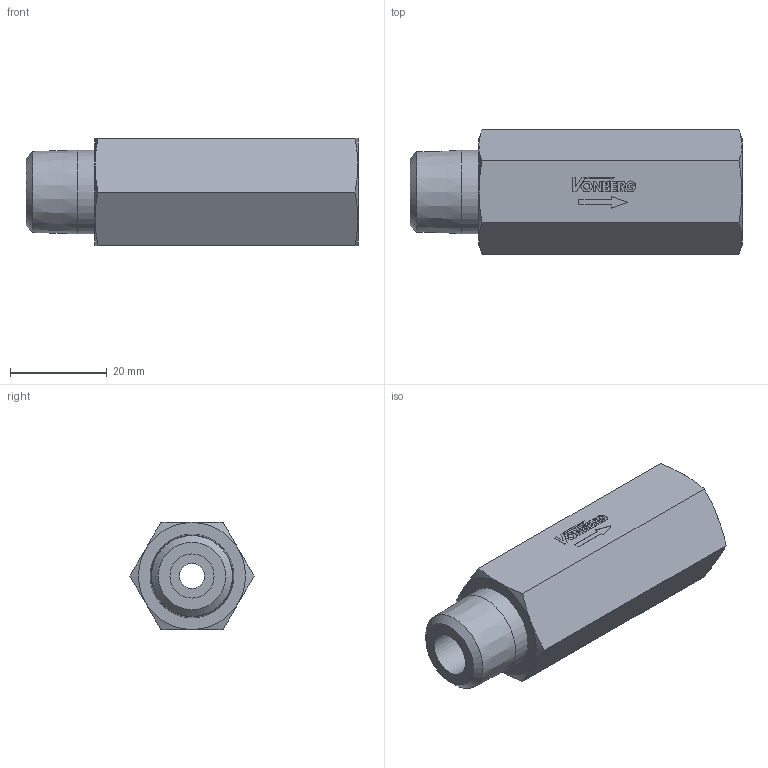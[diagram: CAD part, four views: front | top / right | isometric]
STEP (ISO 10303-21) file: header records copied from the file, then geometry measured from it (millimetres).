
FILE_DESCRIPTION((''),'2;1');
FILE_NAME('28900-503.stp','2015-02-17T11:48:40',('jml'),(''),'Autodesk Inventor 2010','Autodesk Inventor 2010','');
FILE_SCHEMA(('AUTOMOTIVE_DESIGN { 1 0 10303 214 1 1 1 1 }'));
Length unit declared in the file: inch
Products named in the file (1): 220736
Bounding box: 68.58 x 25.66 x 22.23 mm (x, y, z)
Volume: 20059.5 mm3; surface area: 7892.6 mm2
Topology: 1 solids, 1 shells, 121 faces, 302 edges, 200 vertices
Faces by surface type: plane 93, cylinder 16, cone 7, bspline 5
Full cylindrical faces by diameter (mm): 1.218 x1, 17.297 x1
Entity records: 3652 total; most frequent: CARTESIAN_POINT 689, ORIENTED_EDGE 576, DIRECTION 556, EDGE_CURVE 288, VECTOR 230, LINE 230, VERTEX_POINT 198, AXIS2_PLACEMENT_3D 163
